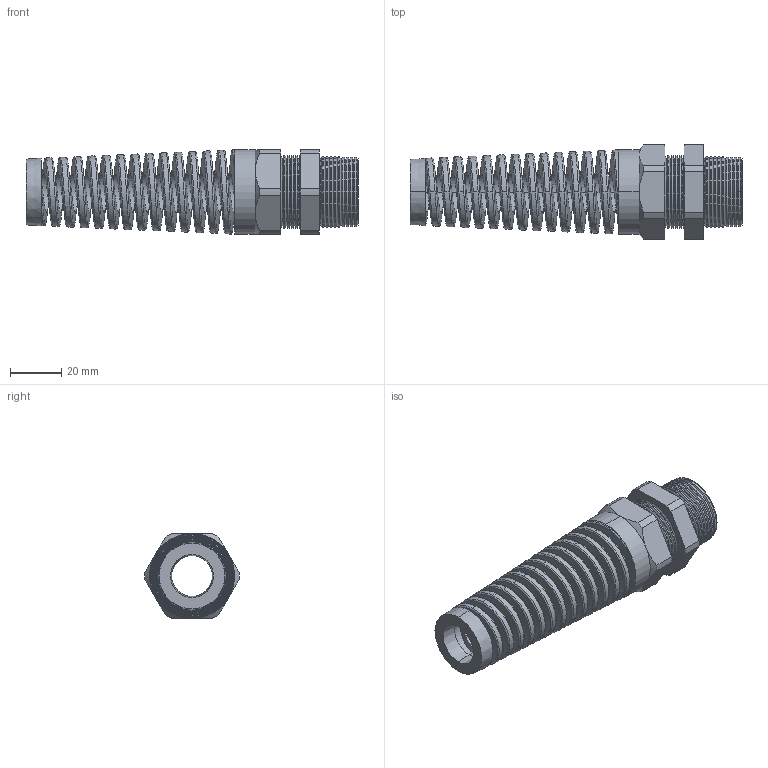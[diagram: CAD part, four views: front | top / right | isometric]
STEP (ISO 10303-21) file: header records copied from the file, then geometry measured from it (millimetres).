
FILE_DESCRIPTION (( 'STEP AP203' ), '1' );
FILE_NAME ('CF21CA-BK.STEP', '2008-05-26T06:25:41', ( 'Baystate01' ), ( 'Baystate' ), 'SwSTEP 2.0', 'SolidWorks 2007', '' );
FILE_SCHEMA (( 'CONFIG_CONTROL_DESIGN' ));
Length unit declared in the file: inch
Products named in the file (1): CF21CA-BK
Bounding box: 129.04 x 36.64 x 33.02 mm (x, y, z)
Volume: 46723.2 mm3; surface area: 31390.5 mm2
Topology: 2 solids, 2 shells, 216 faces, 521 edges, 312 vertices
Faces by surface type: cone 129, cylinder 53, plane 24, torus 6, bspline 4
Entity records: 21509 total; most frequent: CARTESIAN_POINT 16571, ORIENTED_EDGE 1042, DIRECTION 982, EDGE_CURVE 521, AXIS2_PLACEMENT_3D 387, VERTEX_POINT 312, EDGE_LOOP 225, FACE_OUTER_BOUND 216
